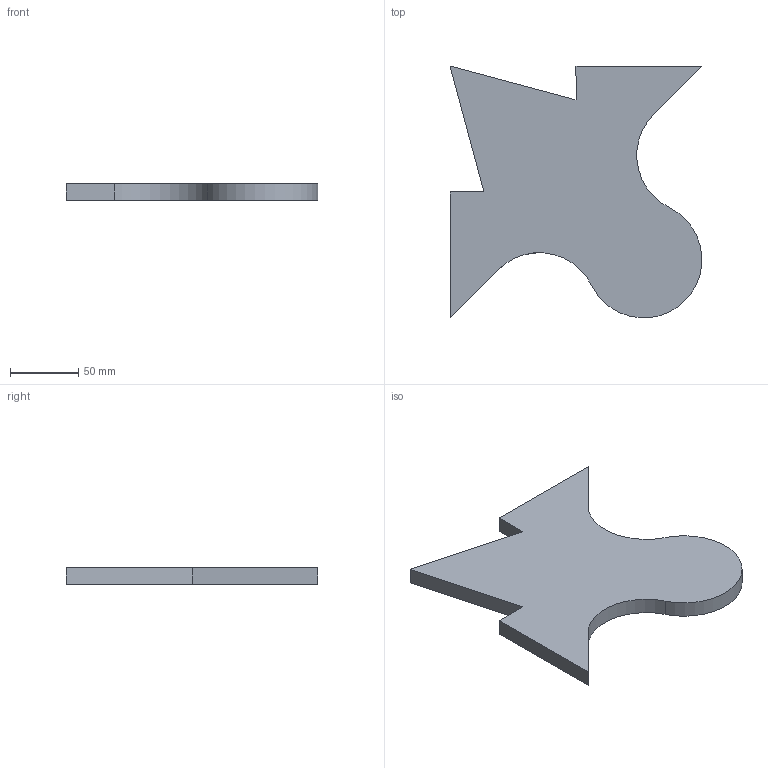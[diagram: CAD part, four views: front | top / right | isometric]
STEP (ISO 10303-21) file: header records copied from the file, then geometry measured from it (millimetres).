
FILE_DESCRIPTION(/* description */ (''),/* implementation_level */ '2;1');
FILE_NAME(/* name */ 'ringing_vfa_01.step',/* time_stamp */ '2019-09-08T21:05:45+02:00',/* author */ (''),/* organization */ (''),/* preprocessor_version */ 'ST-DEVELOPER v18',/* originating_system */ 'Autodesk Translation Framework v8.6.0.1094',/* authorisation */ '');
FILE_SCHEMA (('AUTOMOTIVE_DESIGN { 1 0 10303 214 3 1 1 }'));
Length unit declared in the file: millimetre
Products named in the file (1): ringing_vfa_01
Bounding box: 185 x 185 x 12 mm (x, y, z)
Volume: 287541.4 mm3; surface area: 58134.2 mm2
Topology: 1 solids, 1 shells, 13 faces, 33 edges, 22 vertices
Faces by surface type: plane 10, cylinder 3
Entity records: 426 total; most frequent: CARTESIAN_POINT 69, DIRECTION 67, ORIENTED_EDGE 66, EDGE_CURVE 33, LINE 27, VECTOR 27, VERTEX_POINT 22, AXIS2_PLACEMENT_3D 20
